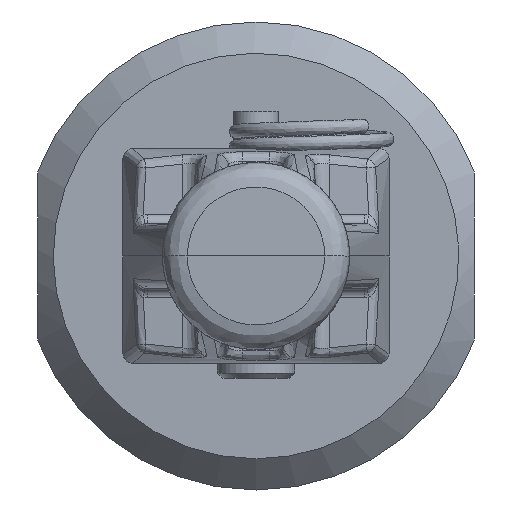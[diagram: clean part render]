
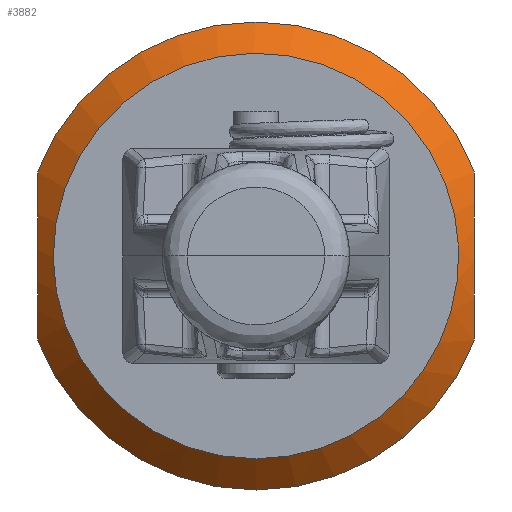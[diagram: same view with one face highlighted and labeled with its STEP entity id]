
A CAD part, left-side view. The second image highlights one B-rep face of the part: STEP entity #3882.
In plain terms, the highlighted conical face has half-angle 45 degrees and reference radius 22.225 mm.
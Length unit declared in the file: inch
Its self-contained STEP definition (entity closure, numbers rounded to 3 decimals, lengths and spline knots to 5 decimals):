
#325=(
BOUNDED_CURVE()
B_SPLINE_CURVE(2,(#5460,#5461,#5462),.UNSPECIFIED.,.F.,.F.)
B_SPLINE_CURVE_WITH_KNOTS((3,3),(0.,1.73902),.UNSPECIFIED.)
CURVE()
GEOMETRIC_REPRESENTATION_ITEM()
RATIONAL_B_SPLINE_CURVE((1.,1.071,1.))
REPRESENTATION_ITEM('')
);
#326=(
BOUNDED_CURVE()
B_SPLINE_CURVE(2,(#5464,#5465,#5466),.UNSPECIFIED.,.F.,.F.)
B_SPLINE_CURVE_WITH_KNOTS((3,3),(0.,1.73902),.UNSPECIFIED.)
CURVE()
GEOMETRIC_REPRESENTATION_ITEM()
RATIONAL_B_SPLINE_CURVE((1.,1.071,1.))
REPRESENTATION_ITEM('')
);
#1010=FACE_BOUND('',#1302,.T.);
#1046=FACE_OUTER_BOUND('',#1301,.T.);
#1301=EDGE_LOOP('',(#2732,#2733,#2734,#2735));
#1302=EDGE_LOOP('',(#2736));
#1578=CIRCLE('',#4149,0.9375);
#1579=CIRCLE('',#4151,0.9375);
#1580=CIRCLE('',#4152,0.8125);
#1790=VERTEX_POINT('',#5450);
#1793=VERTEX_POINT('',#5455);
#1794=VERTEX_POINT('',#5459);
#1795=VERTEX_POINT('',#5463);
#1796=VERTEX_POINT('',#5468);
#2150=EDGE_CURVE('',#1790,#1793,#1578,.T.);
#2151=EDGE_CURVE('',#1794,#1790,#325,.T.);
#2152=EDGE_CURVE('',#1793,#1795,#326,.T.);
#2153=EDGE_CURVE('',#1795,#1794,#1579,.T.);
#2154=EDGE_CURVE('',#1796,#1796,#1580,.T.);
#2732=ORIENTED_EDGE('',*,*,#2151,.T.);
#2733=ORIENTED_EDGE('',*,*,#2150,.T.);
#2734=ORIENTED_EDGE('',*,*,#2152,.T.);
#2735=ORIENTED_EDGE('',*,*,#2153,.T.);
#2736=ORIENTED_EDGE('',*,*,#2154,.T.);
#3849=CONICAL_SURFACE('',#4150,0.875,45.);
#3882=ADVANCED_FACE('',(#1046,#1010),#3849,.T.);
#4149=AXIS2_PLACEMENT_3D('',#5457,#4560,#4561);
#4150=AXIS2_PLACEMENT_3D('',#5458,#4562,#4563);
#4151=AXIS2_PLACEMENT_3D('',#5467,#4564,#4565);
#4152=AXIS2_PLACEMENT_3D('',#5469,#4566,#4567);
#4560=DIRECTION('center_axis',(-1.,0.,0.));
#4561=DIRECTION('ref_axis',(0.,0.,
1.));
#4562=DIRECTION('center_axis',(1.,0.,0.));
#4563=DIRECTION('ref_axis',(0.,0.,
1.));
#4564=DIRECTION('center_axis',(-1.,0.,0.));
#4565=DIRECTION('ref_axis',(0.,0.,
1.));
#4566=DIRECTION('center_axis',(1.,0.,0.));
#4567=DIRECTION('ref_axis',(0.,0.,
1.));
#5450=CARTESIAN_POINT('',(0.125,0.875,-0.33657));
#5455=CARTESIAN_POINT('',(0.125,-0.875,-0.33657));
#5457=CARTESIAN_POINT('Origin',(0.125,0.,0.));
#5458=CARTESIAN_POINT('Origin',(0.0625,0.,
0.));
#5459=CARTESIAN_POINT('',(0.125,0.875,0.33657));
#5460=CARTESIAN_POINT('Ctrl Pts',(0.125,0.875,0.33657));
#5461=CARTESIAN_POINT('Ctrl Pts',(0.00417,0.875,0.));
#5462=CARTESIAN_POINT('Ctrl Pts',(0.125,0.875,-0.33657));
#5463=CARTESIAN_POINT('',(0.125,-0.875,0.33657));
#5464=CARTESIAN_POINT('Ctrl Pts',(0.125,-0.875,-0.33657));
#5465=CARTESIAN_POINT('Ctrl Pts',(0.00417,-0.875,0.));
#5466=CARTESIAN_POINT('Ctrl Pts',(0.125,-0.875,0.33657));
#5467=CARTESIAN_POINT('Origin',(0.125,0.,0.));
#5468=CARTESIAN_POINT('',(0.,0.,-0.8125));
#5469=CARTESIAN_POINT('Origin',(0.,0.,
0.));
